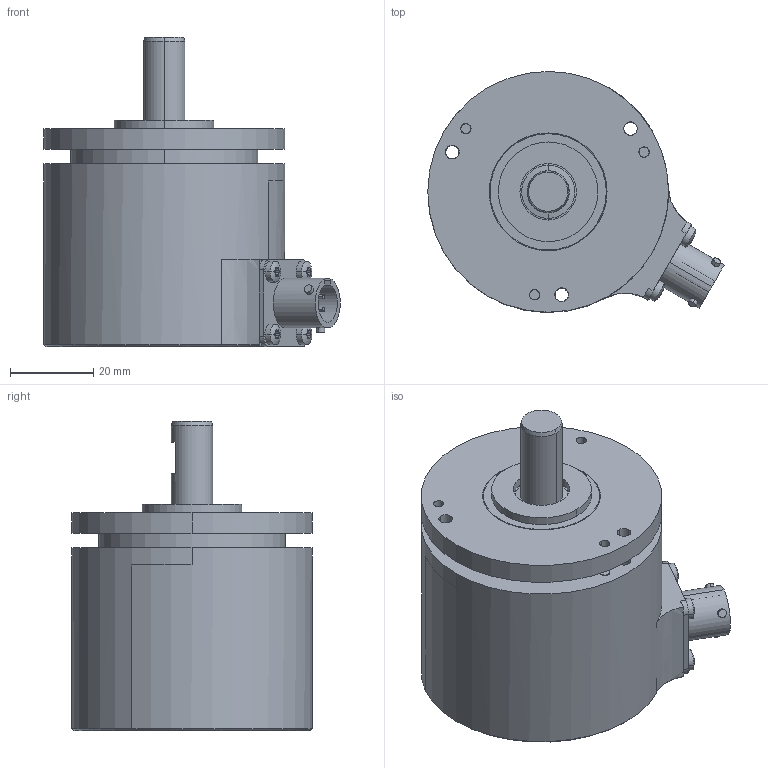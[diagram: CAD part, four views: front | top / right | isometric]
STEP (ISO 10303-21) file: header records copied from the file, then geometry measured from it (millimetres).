
FILE_DESCRIPTION((''),'2;1');
FILE_NAME('536733','2010-11-10T',('se2802'),(''),'PRO/ENGINEER BY PARAMETRIC TECHNOLOGY CORPORATION, 2010180','PRO/ENGINEER BY PARAMETRIC TECHNOLOGY CORPORATION, 2010180','');
FILE_SCHEMA(('CONFIG_CONTROL_DESIGN'));
Length unit declared in the file: millimetre
Products named in the file (1): 536733
Bounding box: 71.4 x 58 x 74.5 mm (x, y, z)
Volume: 89413.4 mm3; surface area: 40462.9 mm2
Topology: 2 solids, 5 shells, 1227 faces, 3394 edges, 2222 vertices
Faces by surface type: cylinder 424, plane 351, extrusion 324, torus 56, cone 54, sphere 14, bspline 4
Entity records: 44871 total; most frequent: CARTESIAN_POINT 14183, ORIENTED_EDGE 6784, DIRECTION 5710, EDGE_CURVE 3392, VERTEX_POINT 2222, AXIS2_PLACEMENT_3D 2044, VECTOR 1622, EDGE_LOOP 1346
